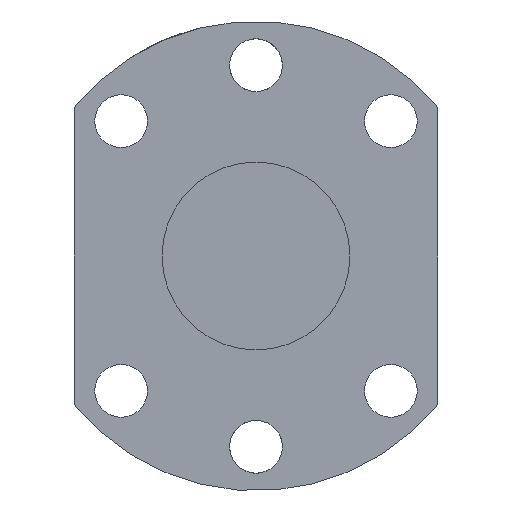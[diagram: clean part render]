
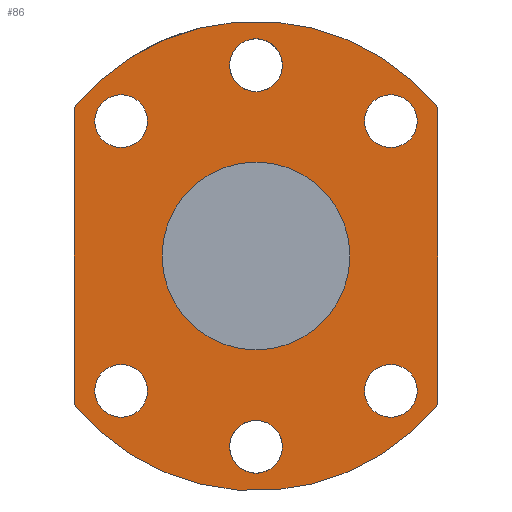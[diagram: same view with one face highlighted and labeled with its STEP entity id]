
A CAD part, front view. The second image highlights one B-rep face of the part: STEP entity #86.
In plain terms, the highlighted planar face has unit normal (0, -1, 0).
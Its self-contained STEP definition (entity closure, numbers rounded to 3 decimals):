
#30=LINE('',#578,#38);
#34=LINE('',#649,#42);
#38=VECTOR('',#470,1.);
#42=VECTOR('',#482,1.);
#69=PLANE('',#425);
#86=ADVANCED_FACE('',(#131,#132,#133,#134,#135,#136,#137,#138),#69,.F.);
#131=FACE_BOUND('',#187,.T.);
#132=FACE_BOUND('',#188,.T.);
#133=FACE_BOUND('',#189,.T.);
#134=FACE_BOUND('',#190,.T.);
#135=FACE_BOUND('',#191,.T.);
#136=FACE_BOUND('',#192,.T.);
#137=FACE_BOUND('',#193,.T.);
#138=FACE_BOUND('',#194,.T.);
#187=EDGE_LOOP('',(#258));
#188=EDGE_LOOP('',(#259));
#189=EDGE_LOOP('',(#260));
#190=EDGE_LOOP('',(#261));
#191=EDGE_LOOP('',(#262));
#192=EDGE_LOOP('',(#263));
#193=EDGE_LOOP('',(#264,#265,#266,#267));
#194=EDGE_LOOP('',(#268));
#258=ORIENTED_EDGE('',*,*,#354,.F.);
#259=ORIENTED_EDGE('',*,*,#355,.F.);
#260=ORIENTED_EDGE('',*,*,#356,.F.);
#261=ORIENTED_EDGE('',*,*,#357,.T.);
#262=ORIENTED_EDGE('',*,*,#358,.T.);
#263=ORIENTED_EDGE('',*,*,#359,.T.);
#264=ORIENTED_EDGE('',*,*,#332,.F.);
#265=ORIENTED_EDGE('',*,*,#343,.F.);
#266=ORIENTED_EDGE('',*,*,#340,.F.);
#267=ORIENTED_EDGE('',*,*,#336,.F.);
#268=ORIENTED_EDGE('',*,*,#346,.F.);
#299=VERTEX_POINT('',#570);
#300=VERTEX_POINT('',#571);
#303=VERTEX_POINT('',#579);
#306=VERTEX_POINT('',#644);
#309=VERTEX_POINT('',#712);
#317=VERTEX_POINT('',#730);
#318=VERTEX_POINT('',#732);
#319=VERTEX_POINT('',#734);
#320=VERTEX_POINT('',#736);
#321=VERTEX_POINT('',#738);
#322=VERTEX_POINT('',#740);
#332=EDGE_CURVE('',#299,#300,#369,.T.);
#336=EDGE_CURVE('',#300,#303,#30,.T.);
#340=EDGE_CURVE('',#303,#306,#371,.T.);
#343=EDGE_CURVE('',#306,#299,#34,.T.);
#346=EDGE_CURVE('',#309,#309,#373,.T.);
#354=EDGE_CURVE('',#317,#317,#381,.T.);
#355=EDGE_CURVE('',#318,#318,#382,.T.);
#356=EDGE_CURVE('',#319,#319,#383,.T.);
#357=EDGE_CURVE('',#320,#320,#384,.T.);
#358=EDGE_CURVE('',#321,#321,#385,.T.);
#359=EDGE_CURVE('',#322,#322,#386,.T.);
#369=CIRCLE('',#401,40.);
#371=CIRCLE('',#405,40.);
#373=CIRCLE('',#409,16.);
#381=CIRCLE('',#419,4.5);
#382=CIRCLE('',#420,4.5);
#383=CIRCLE('',#421,4.5);
#384=CIRCLE('',#422,4.5);
#385=CIRCLE('',#423,4.5);
#386=CIRCLE('',#424,4.5);
#401=AXIS2_PLACEMENT_3D('',#569,#462,#463);
#405=AXIS2_PLACEMENT_3D('',#643,#475,#476);
#409=AXIS2_PLACEMENT_3D('',#711,#486,#487);
#419=AXIS2_PLACEMENT_3D('',#729,#506,#507);
#420=AXIS2_PLACEMENT_3D('',#731,#508,#509);
#421=AXIS2_PLACEMENT_3D('',#733,#510,#511);
#422=AXIS2_PLACEMENT_3D('',#735,#512,#513);
#423=AXIS2_PLACEMENT_3D('',#737,#514,#515);
#424=AXIS2_PLACEMENT_3D('',#739,#516,#517);
#425=AXIS2_PLACEMENT_3D('',#741,#518,#519);
#462=DIRECTION('',(0.,1.,0.));
#463=DIRECTION('',(-1.,0.,0.));
#470=DIRECTION('',(0.,0.,1.));
#475=DIRECTION('',(0.,1.,0.));
#476=DIRECTION('',(-1.,0.,0.));
#482=DIRECTION('',(0.,0.,-1.));
#486=DIRECTION('',(0.,-1.,0.));
#487=DIRECTION('',(-1.,0.,0.));
#506=DIRECTION('',(0.,-1.,0.));
#507=DIRECTION('',(1.,0.,0.));
#508=DIRECTION('',(0.,-1.,0.));
#509=DIRECTION('',(0.707,0.,0.707));
#510=DIRECTION('',(0.,-1.,0.));
#511=DIRECTION('',(0.,0.,1.));
#512=DIRECTION('',(0.,1.,0.));
#513=DIRECTION('',(1.,0.,0.));
#514=DIRECTION('',(0.,1.,0.));
#515=DIRECTION('',(0.707,0.,-0.707));
#516=DIRECTION('',(0.,1.,0.));
#517=DIRECTION('',(0.,0.,-1.));
#518=DIRECTION('',(0.,1.,0.));
#519=DIRECTION('',(0.,0.,-1.));
#569=CARTESIAN_POINT('',(0.,-51.,0.));
#570=CARTESIAN_POINT('',(31.,-51.,-25.278));
#571=CARTESIAN_POINT('',(-31.,-51.,-25.278));
#578=CARTESIAN_POINT('',(-31.,-51.,-25.278));
#579=CARTESIAN_POINT('',(-31.,-51.,25.278));
#643=CARTESIAN_POINT('',(0.,-51.,0.));
#644=CARTESIAN_POINT('',(31.,-51.,25.278));
#649=CARTESIAN_POINT('',(31.,-51.,25.278));
#711=CARTESIAN_POINT('',(0.,-51.,0.));
#712=CARTESIAN_POINT('',(-16.,-51.,0.));
#729=CARTESIAN_POINT('',(-22.981,-51.,-22.981));
#730=CARTESIAN_POINT('',(-18.481,-51.,-22.981));
#731=CARTESIAN_POINT('',(0.,-51.,-32.5));
#732=CARTESIAN_POINT('',(3.182,-51.,-29.318));
#733=CARTESIAN_POINT('',(22.981,-51.,-22.981));
#734=CARTESIAN_POINT('',(22.981,-51.,-18.481));
#735=CARTESIAN_POINT('',(-22.981,-51.,22.981));
#736=CARTESIAN_POINT('',(-18.481,-51.,22.981));
#737=CARTESIAN_POINT('',(0.,-51.,32.5));
#738=CARTESIAN_POINT('',(3.182,-51.,29.318));
#739=CARTESIAN_POINT('',(22.981,-51.,22.981));
#740=CARTESIAN_POINT('',(22.981,-51.,18.481));
#741=CARTESIAN_POINT('',(0.,-51.,0.));
